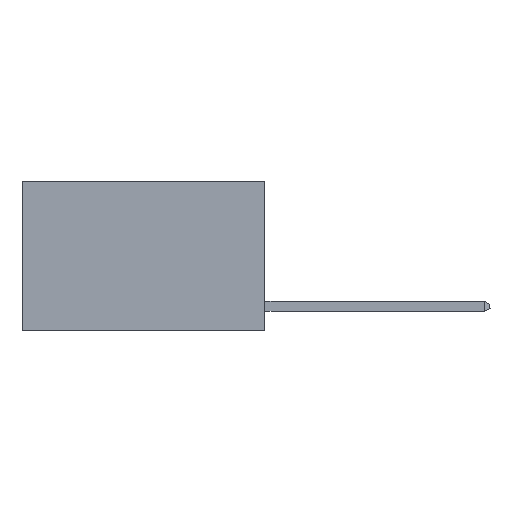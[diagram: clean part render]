
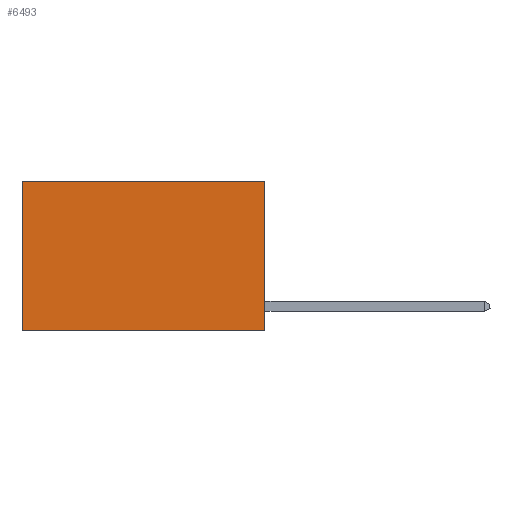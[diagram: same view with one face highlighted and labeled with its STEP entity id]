
A CAD part, left-side view. The second image highlights one B-rep face of the part: STEP entity #6493.
In plain terms, the highlighted planar face has unit normal (-1, 0, 0).
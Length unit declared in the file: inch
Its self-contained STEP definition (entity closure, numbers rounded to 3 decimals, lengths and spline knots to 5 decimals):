
#71 = DIRECTION ( 'NONE',  ( 0., 1., 0. ) ) ;
#584 = FACE_OUTER_BOUND ( 'NONE', #793, .T. ) ;
#769 = VECTOR ( 'NONE', #3421, 39.37008 ) ;
#793 = EDGE_LOOP ( 'NONE', ( #15014, #7406, #6166, #10369 ) ) ;
#1472 = CARTESIAN_POINT ( 'NONE',  ( 0.2625, 0., -0.37 ) ) ;
#1756 = VERTEX_POINT ( 'NONE', #1472 ) ;
#2869 = VECTOR ( 'NONE', #7883, 39.37008 ) ;
#2961 = VECTOR ( 'NONE', #71, 39.37008 ) ;
#3037 = CARTESIAN_POINT ( 'NONE',  ( 0.2625, 0.6, -0.37 ) ) ;
#3295 = VERTEX_POINT ( 'NONE', #3037 ) ;
#3421 = DIRECTION ( 'NONE',  ( 0., 0., -1. ) ) ;
#3509 = CARTESIAN_POINT ( 'NONE',  ( 0.2625, 0., -0.37 ) ) ;
#4908 = CARTESIAN_POINT ( 'NONE',  ( 0.2625, 0., 0. ) ) ;
#5475 = VERTEX_POINT ( 'NONE', #13050 ) ;
#5725 = DIRECTION ( 'NONE',  ( 0., 0., -1. ) ) ;
#6166 = ORIENTED_EDGE ( 'NONE', *, *, #9082, .F. ) ;
#6493 = ADVANCED_FACE ( 'NONE', ( #584 ), #7789, .F. ) ;
#6673 = EDGE_CURVE ( 'NONE', #14680, #3295, #6718, .T. ) ;
#6718 = LINE ( 'NONE', #10374, #769 ) ;
#6883 = LINE ( 'NONE', #13996, #7519 ) ;
#7406 = ORIENTED_EDGE ( 'NONE', *, *, #8976, .F. ) ;
#7519 = VECTOR ( 'NONE', #5725, 39.37008 ) ;
#7789 = PLANE ( 'NONE',  #10231 ) ;
#7883 = DIRECTION ( 'NONE',  ( 0., 1., 0. ) ) ;
#8976 = EDGE_CURVE ( 'NONE', #1756, #3295, #9331, .T. ) ;
#9082 = EDGE_CURVE ( 'NONE', #5475, #1756, #6883, .T. ) ;
#9331 = LINE ( 'NONE', #3509, #2869 ) ;
#10231 = AXIS2_PLACEMENT_3D ( 'NONE', #12305, #12379, #14452 ) ;
#10369 = ORIENTED_EDGE ( 'NONE', *, *, #14370, .T. ) ;
#10374 = CARTESIAN_POINT ( 'NONE',  ( 0.2625, 0.6, 0. ) ) ;
#12305 = CARTESIAN_POINT ( 'NONE',  ( 0.2625, 0., 0. ) ) ;
#12379 = DIRECTION ( 'NONE',  ( 1., 0., 0. ) ) ;
#13050 = CARTESIAN_POINT ( 'NONE',  ( 0.2625, 0., 0. ) ) ;
#13996 = CARTESIAN_POINT ( 'NONE',  ( 0.2625, 0., 0. ) ) ;
#14175 = LINE ( 'NONE', #4908, #2961 ) ;
#14370 = EDGE_CURVE ( 'NONE', #5475, #14680, #14175, .T. ) ;
#14452 = DIRECTION ( 'NONE',  ( 0., 0., -1. ) ) ;
#14680 = VERTEX_POINT ( 'NONE', #14841 ) ;
#14841 = CARTESIAN_POINT ( 'NONE',  ( 0.2625, 0.6, 0. ) ) ;
#15014 = ORIENTED_EDGE ( 'NONE', *, *, #6673, .T. ) ;
